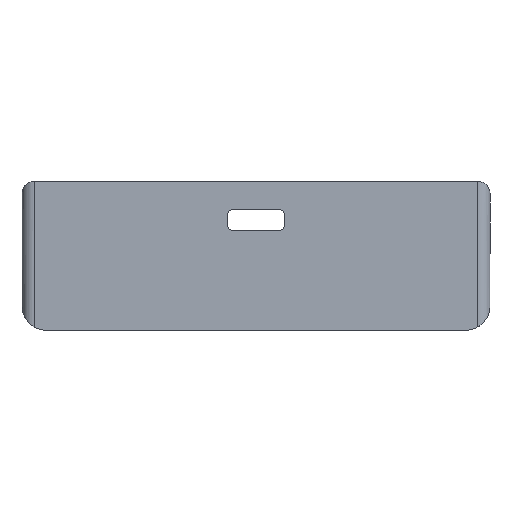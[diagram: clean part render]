
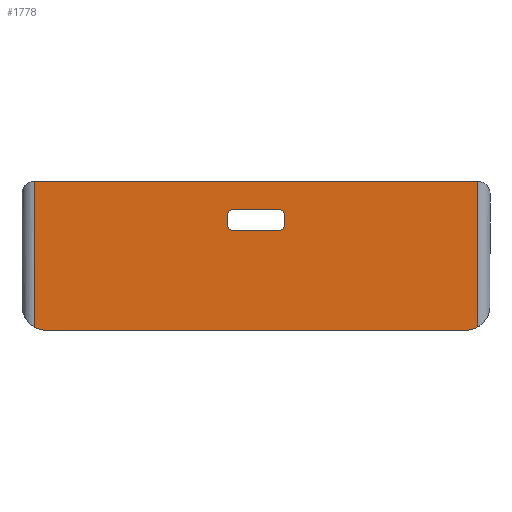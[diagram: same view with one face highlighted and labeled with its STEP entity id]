
A CAD part, left-side view. The second image highlights one B-rep face of the part: STEP entity #1778.
In plain terms, the highlighted planar face has unit normal (-1, 0, 0).
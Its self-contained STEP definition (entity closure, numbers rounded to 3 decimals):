
#16=FACE_BOUND('',#197,.T.);
#100=FACE_OUTER_BOUND('',#196,.T.);
#196=EDGE_LOOP('',(#1284,#1285,#1286,#1287,#1288,#1289));
#197=EDGE_LOOP('',(#1290,#1291,#1292,#1293,#1294,#1295,#1296,#1297));
#296=CIRCLE('',#1915,4.074);
#297=CIRCLE('',#1916,4.074);
#298=CIRCLE('',#1917,1.);
#299=CIRCLE('',#1918,1.);
#300=CIRCLE('',#1919,1.);
#301=CIRCLE('',#1920,1.);
#360=LINE('',#2619,#550);
#361=LINE('',#2622,#551);
#363=LINE('',#2636,#553);
#395=LINE('',#2822,#585);
#396=LINE('',#2828,#586);
#397=LINE('',#2832,#587);
#398=LINE('',#2836,#588);
#399=LINE('',#2839,#589);
#550=VECTOR('',#2092,10.);
#551=VECTOR('',#2095,10.);
#553=VECTOR('',#2099,10.);
#585=VECTOR('',#2175,10.);
#586=VECTOR('',#2180,10.);
#587=VECTOR('',#2183,10.);
#588=VECTOR('',#2186,10.);
#589=VECTOR('',#2189,10.);
#738=VERTEX_POINT('',#2593);
#740=VERTEX_POINT('',#2598);
#744=VERTEX_POINT('',#2608);
#745=VERTEX_POINT('',#2621);
#793=VERTEX_POINT('',#2819);
#794=VERTEX_POINT('',#2821);
#795=VERTEX_POINT('',#2824);
#796=VERTEX_POINT('',#2825);
#797=VERTEX_POINT('',#2827);
#798=VERTEX_POINT('',#2829);
#799=VERTEX_POINT('',#2831);
#800=VERTEX_POINT('',#2833);
#801=VERTEX_POINT('',#2835);
#802=VERTEX_POINT('',#2837);
#927=EDGE_CURVE('',#744,#738,#360,.T.);
#928=EDGE_CURVE('',#740,#745,#361,.T.);
#931=EDGE_CURVE('',#738,#740,#363,.T.);
#986=EDGE_CURVE('',#744,#793,#296,.T.);
#987=EDGE_CURVE('',#793,#794,#395,.T.);
#988=EDGE_CURVE('',#794,#745,#297,.T.);
#989=EDGE_CURVE('',#795,#796,#298,.T.);
#990=EDGE_CURVE('',#796,#797,#396,.T.);
#991=EDGE_CURVE('',#797,#798,#299,.T.);
#992=EDGE_CURVE('',#798,#799,#397,.T.);
#993=EDGE_CURVE('',#799,#800,#300,.T.);
#994=EDGE_CURVE('',#800,#801,#398,.T.);
#995=EDGE_CURVE('',#801,#802,#301,.T.);
#996=EDGE_CURVE('',#802,#795,#399,.T.);
#1284=ORIENTED_EDGE('',*,*,#927,.F.);
#1285=ORIENTED_EDGE('',*,*,#986,.T.);
#1286=ORIENTED_EDGE('',*,*,#987,.T.);
#1287=ORIENTED_EDGE('',*,*,#988,.T.);
#1288=ORIENTED_EDGE('',*,*,#928,.F.);
#1289=ORIENTED_EDGE('',*,*,#931,.F.);
#1290=ORIENTED_EDGE('',*,*,#989,.T.);
#1291=ORIENTED_EDGE('',*,*,#990,.T.);
#1292=ORIENTED_EDGE('',*,*,#991,.T.);
#1293=ORIENTED_EDGE('',*,*,#992,.T.);
#1294=ORIENTED_EDGE('',*,*,#993,.T.);
#1295=ORIENTED_EDGE('',*,*,#994,.T.);
#1296=ORIENTED_EDGE('',*,*,#995,.T.);
#1297=ORIENTED_EDGE('',*,*,#996,.T.);
#1709=PLANE('',#1914);
#1778=ADVANCED_FACE('',(#100,#16),#1709,.T.);
#1914=AXIS2_PLACEMENT_3D('',#2818,#2171,#2172);
#1915=AXIS2_PLACEMENT_3D('',#2820,#2173,#2174);
#1916=AXIS2_PLACEMENT_3D('',#2823,#2176,#2177);
#1917=AXIS2_PLACEMENT_3D('',#2826,#2178,#2179);
#1918=AXIS2_PLACEMENT_3D('',#2830,#2181,#2182);
#1919=AXIS2_PLACEMENT_3D('',#2834,#2184,#2185);
#1920=AXIS2_PLACEMENT_3D('',#2838,#2187,#2188);
#2092=DIRECTION('',(0.,0.,1.));
#2095=DIRECTION('',(0.,0.,-1.));
#2099=DIRECTION('',(0.,-1.,0.));
#2171=DIRECTION('center_axis',(-1.,0.,0.));
#2172=DIRECTION('ref_axis',(0.,0.,1.));
#2173=DIRECTION('center_axis',(-1.,0.,0.));
#2174=DIRECTION('ref_axis',(0.,1.,0.));
#2175=DIRECTION('',(0.,-1.,0.));
#2176=DIRECTION('center_axis',(-1.,0.,0.));
#2177=DIRECTION('ref_axis',(0.,0.,-1.));
#2178=DIRECTION('center_axis',(1.,0.,0.));
#2179=DIRECTION('ref_axis',(0.,1.,0.));
#2180=DIRECTION('',(0.,-1.,0.));
#2181=DIRECTION('center_axis',(1.,0.,0.));
#2182=DIRECTION('ref_axis',(0.,0.,1.));
#2183=DIRECTION('',(0.,0.,-1.));
#2184=DIRECTION('center_axis',(1.,0.,0.));
#2185=DIRECTION('ref_axis',(0.,-1.,0.));
#2186=DIRECTION('',(0.,1.,0.));
#2187=DIRECTION('center_axis',(1.,0.,0.));
#2188=DIRECTION('ref_axis',(0.,0.,-1.));
#2189=DIRECTION('',(0.,0.,1.));
#2593=CARTESIAN_POINT('',(6.,73.84,10.267));
#2598=CARTESIAN_POINT('',(6.,0.444,10.267));
#2608=CARTESIAN_POINT('',(6.,73.84,-13.782));
#2619=CARTESIAN_POINT('',(6.,73.84,9.767));
#2621=CARTESIAN_POINT('',(6.,0.444,-13.782));
#2622=CARTESIAN_POINT('',(6.,0.444,9.767));
#2636=CARTESIAN_POINT('',(6.,73.84,10.267));
#2818=CARTESIAN_POINT('Origin',(6.,37.142,-2.291));
#2819=CARTESIAN_POINT('',(6.,71.766,-14.35));
#2820=CARTESIAN_POINT('Origin',(6.,71.766,-10.276));
#2821=CARTESIAN_POINT('',(6.,2.518,-14.35));
#2822=CARTESIAN_POINT('',(6.,75.84,-14.35));
#2823=CARTESIAN_POINT('Origin',(6.,2.518,-10.276));
#2824=CARTESIAN_POINT('',(6.,41.895,4.667));
#2825=CARTESIAN_POINT('',(6.,40.895,5.667));
#2826=CARTESIAN_POINT('Origin',(6.,40.895,4.667));
#2827=CARTESIAN_POINT('',(6.,33.395,5.667));
#2828=CARTESIAN_POINT('',(6.,35.269,5.667));
#2829=CARTESIAN_POINT('',(6.,32.395,4.667));
#2830=CARTESIAN_POINT('Origin',(6.,33.395,4.667));
#2831=CARTESIAN_POINT('',(6.,32.395,3.167));
#2832=CARTESIAN_POINT('',(6.,32.395,0.438));
#2833=CARTESIAN_POINT('',(6.,33.395,2.167));
#2834=CARTESIAN_POINT('Origin',(6.,33.395,3.167));
#2835=CARTESIAN_POINT('',(6.,40.895,2.167));
#2836=CARTESIAN_POINT('',(6.,39.019,2.167));
#2837=CARTESIAN_POINT('',(6.,41.895,3.167));
#2838=CARTESIAN_POINT('Origin',(6.,40.895,3.167));
#2839=CARTESIAN_POINT('',(6.,41.895,1.188));
